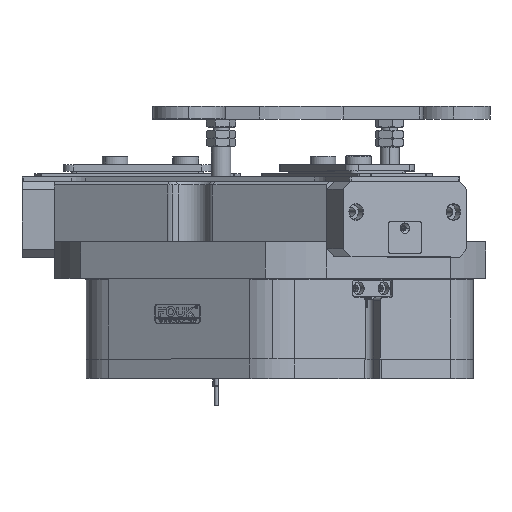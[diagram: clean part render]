
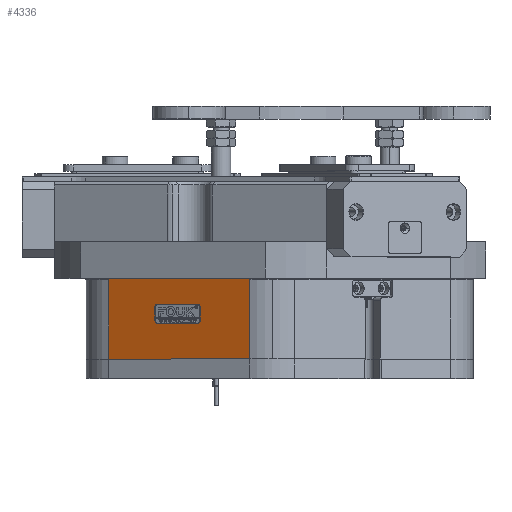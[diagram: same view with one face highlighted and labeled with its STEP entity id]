
A CAD part, top view. The second image highlights one B-rep face of the part: STEP entity #4336.
In plain terms, the highlighted planar face has unit normal (-0.5, 0, 0.866).
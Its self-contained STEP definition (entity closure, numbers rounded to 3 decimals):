
#333 = CARTESIAN_POINT ( 'NONE',  ( 122., 110.5, 211.31 ) ) ;
#361 = EDGE_CURVE ( 'NONE', #50809, #26314, #28096, .T. ) ;
#780 = VERTEX_POINT ( 'NONE', #16669 ) ;
#1339 = DIRECTION ( 'NONE',  ( 0.866, 0., 0.5 ) ) ;
#1427 = ORIENTED_EDGE ( 'NONE', *, *, #9298, .T. ) ;
#4082 = CARTESIAN_POINT ( 'NONE',  ( -48.356, 24.1, 112.955 ) ) ;
#4204 = ORIENTED_EDGE ( 'NONE', *, *, #29471, .T. ) ;
#4336 = ADVANCED_FACE ( 'NONE', ( #56583, #22246 ), #52729, .T. ) ;
#5018 = VECTOR ( 'NONE', #1339, 1000. ) ;
#5080 = EDGE_CURVE ( 'NONE', #47106, #15253, #12596, .T. ) ;
#5635 = AXIS2_PLACEMENT_3D ( 'NONE', #20155, #42535, #28587 ) ;
#6132 = LINE ( 'NONE', #17456, #7517 ) ;
#6281 = LINE ( 'NONE', #9204, #54308 ) ;
#7500 = ORIENTED_EDGE ( 'NONE', *, *, #27688, .T. ) ;
#7517 = VECTOR ( 'NONE', #8643, 1000. ) ;
#7526 = EDGE_CURVE ( 'NONE', #38760, #15253, #6132, .T. ) ;
#8342 = ORIENTED_EDGE ( 'NONE', *, *, #36541, .T. ) ;
#8643 = DIRECTION ( 'NONE',  ( -0.866, 0., -0.5 ) ) ;
#9080 = DIRECTION ( 'NONE',  ( -0.866, 0., -0.5 ) ) ;
#9204 = CARTESIAN_POINT ( 'NONE',  ( -76.242, 32.1, 96.855 ) ) ;
#9258 = CARTESIAN_POINT ( 'NONE',  ( -105.006, 49.967, 80.248 ) ) ;
#9298 = EDGE_CURVE ( 'NONE', #22875, #11118, #16271, .T. ) ;
#9814 = CARTESIAN_POINT ( 'NONE',  ( -105., 110.5, 80.252 ) ) ;
#9851 = VERTEX_POINT ( 'NONE', #4082 ) ;
#10425 = EDGE_CURVE ( 'NONE', #38760, #17248, #11509, .T. ) ;
#11118 = VERTEX_POINT ( 'NONE', #19135 ) ;
#11277 = AXIS2_PLACEMENT_3D ( 'NONE', #13264, #43527, #52552 ) ;
#11307 = CARTESIAN_POINT ( 'NONE',  ( -74.423, 22., 97.905 ) ) ;
#11509 = LINE ( 'NONE', #17292, #47124 ) ;
#12308 = CIRCLE ( 'NONE', #28112, 2.1 ) ;
#12596 = LINE ( 'NONE', #9814, #55804 ) ;
#12837 = CARTESIAN_POINT ( 'NONE',  ( -105., 49.3, 80.252 ) ) ;
#12959 = ORIENTED_EDGE ( 'NONE', *, *, #41865, .T. ) ;
#13189 = CARTESIAN_POINT ( 'NONE',  ( -105.017, 50.3, 80.242 ) ) ;
#13237 = DIRECTION ( 'NONE',  ( 0.866, 0., 0.5 ) ) ;
#13252 = EDGE_CURVE ( 'NONE', #23395, #9851, #39516, .T. ) ;
#13264 = CARTESIAN_POINT ( 'NONE',  ( -50.175, 24.1, 111.905 ) ) ;
#13625 = DIRECTION ( 'NONE',  ( -0.5, 0., 0.866 ) ) ;
#14519 = EDGE_CURVE ( 'NONE', #21977, #34062, #38640, .T. ) ;
#15253 = VERTEX_POINT ( 'NONE', #35096 ) ;
#16271 = LINE ( 'NONE', #23383, #33472 ) ;
#16669 = CARTESIAN_POINT ( 'NONE',  ( -76.242, 32.1, 96.855 ) ) ;
#17063 = DIRECTION ( 'NONE',  ( 0., -1., 0. ) ) ;
#17248 = VERTEX_POINT ( 'NONE', #53507 ) ;
#17292 = CARTESIAN_POINT ( 'NONE',  ( -17., 110.5, 131.059 ) ) ;
#17456 = CARTESIAN_POINT ( 'NONE',  ( 122., 0., 211.31 ) ) ;
#18129 = ORIENTED_EDGE ( 'NONE', *, *, #46504, .T. ) ;
#18318 = EDGE_CURVE ( 'NONE', #47191, #50809, #44564, .T. ) ;
#18626 = DIRECTION ( 'NONE',  ( 0., -1., 0. ) ) ;
#19135 = CARTESIAN_POINT ( 'NONE',  ( -50.175, 34.2, 111.905 ) ) ;
#19651 = VECTOR ( 'NONE', #17063, 1000. ) ;
#19725 = EDGE_LOOP ( 'NONE', ( #28760, #18129, #27703, #41604, #12959, #8342, #1427, #4204 ) ) ;
#20155 = CARTESIAN_POINT ( 'NONE',  ( -50.175, 32.1, 111.905 ) ) ;
#20837 = ORIENTED_EDGE ( 'NONE', *, *, #10425, .T. ) ;
#21071 = CARTESIAN_POINT ( 'NONE',  ( -50.175, 22., 111.905 ) ) ;
#21446 = CIRCLE ( 'NONE', #11277, 2.1 ) ;
#21977 = VERTEX_POINT ( 'NONE', #13189 ) ;
#22176 = CARTESIAN_POINT ( 'NONE',  ( -16.983, 50.3, 131.068 ) ) ;
#22246 = FACE_BOUND ( 'NONE', #19725, .T. ) ;
#22875 = VERTEX_POINT ( 'NONE', #47314 ) ;
#22973 = CARTESIAN_POINT ( 'NONE',  ( -16.994, 49.967, 131.062 ) ) ;
#23244 = CARTESIAN_POINT ( 'NONE',  ( -61., 50.3, 105.655 ) ) ;
#23383 = CARTESIAN_POINT ( 'NONE',  ( -50.175, 34.2, 111.905 ) ) ;
#23395 = VERTEX_POINT ( 'NONE', #27884 ) ;
#23766 = EDGE_CURVE ( 'NONE', #21977, #47106, #45250, .T. ) ;
#25891 = CARTESIAN_POINT ( 'NONE',  ( -48.356, 32.1, 112.955 ) ) ;
#26314 = VERTEX_POINT ( 'NONE', #37109 ) ;
#26504 = CARTESIAN_POINT ( 'NONE',  ( -105., 49.3, 80.252 ) ) ;
#27082 = CARTESIAN_POINT ( 'NONE',  ( -105., 49.633, 80.252 ) ) ;
#27688 = EDGE_CURVE ( 'NONE', #17248, #34062, #52966, .T. ) ;
#27703 = ORIENTED_EDGE ( 'NONE', *, *, #18318, .T. ) ;
#27884 = CARTESIAN_POINT ( 'NONE',  ( -48.356, 32.1, 112.955 ) ) ;
#27957 = DIRECTION ( 'NONE',  ( 0.866, 0., 0.5 ) ) ;
#28096 = CIRCLE ( 'NONE', #55595, 2.1 ) ;
#28112 = AXIS2_PLACEMENT_3D ( 'NONE', #42448, #46876, #42623 ) ;
#28587 = DIRECTION ( 'NONE',  ( 0.866, 0., 0.5 ) ) ;
#28760 = ORIENTED_EDGE ( 'NONE', *, *, #13252, .T. ) ;
#29471 = EDGE_CURVE ( 'NONE', #11118, #23395, #36726, .T. ) ;
#29515 = ORIENTED_EDGE ( 'NONE', *, *, #5080, .T. ) ;
#31299 = AXIS2_PLACEMENT_3D ( 'NONE', #333, #13625, #13237 ) ;
#32945 = VECTOR ( 'NONE', #47895, 1000. ) ;
#33472 = VECTOR ( 'NONE', #27957, 1000. ) ;
#34062 = VERTEX_POINT ( 'NONE', #22176 ) ;
#35096 = CARTESIAN_POINT ( 'NONE',  ( -105., 0., 80.252 ) ) ;
#35838 = DIRECTION ( 'NONE',  ( 0., 1., 0. ) ) ;
#36541 = EDGE_CURVE ( 'NONE', #780, #22875, #12308, .T. ) ;
#36726 = CIRCLE ( 'NONE', #5635, 2.1 ) ;
#37109 = CARTESIAN_POINT ( 'NONE',  ( -76.242, 24.1, 96.855 ) ) ;
#38640 = LINE ( 'NONE', #23244, #5018 ) ;
#38760 = VERTEX_POINT ( 'NONE', #52431 ) ;
#39516 = LINE ( 'NONE', #25891, #19651 ) ;
#41604 = ORIENTED_EDGE ( 'NONE', *, *, #361, .T. ) ;
#41865 = EDGE_CURVE ( 'NONE', #26314, #780, #6281, .T. ) ;
#42448 = CARTESIAN_POINT ( 'NONE',  ( -74.423, 32.1, 97.905 ) ) ;
#42535 = DIRECTION ( 'NONE',  ( 0.5, 0., -0.866 ) ) ;
#42623 = DIRECTION ( 'NONE',  ( -0.866, 0., -0.5 ) ) ;
#43527 = DIRECTION ( 'NONE',  ( 0.5, 0., -0.866 ) ) ;
#44514 = CARTESIAN_POINT ( 'NONE',  ( -74.423, 24.1, 97.905 ) ) ;
#44564 = LINE ( 'NONE', #21071, #32945 ) ;
#44795 = CARTESIAN_POINT ( 'NONE',  ( -17., 49.633, 131.059 ) ) ;
#45095 = ORIENTED_EDGE ( 'NONE', *, *, #7526, .F. ) ;
#45250 =( BOUNDED_CURVE ( )  B_SPLINE_CURVE ( 3, ( #53350, #9258, #27082, #26504 ),
 .UNSPECIFIED., .F., .T. ) 
 B_SPLINE_CURVE_WITH_KNOTS ( ( 4, 4 ),
 ( 3.107, 3.142 ),
 .UNSPECIFIED. ) 
 CURVE ( )  GEOMETRIC_REPRESENTATION_ITEM ( )  RATIONAL_B_SPLINE_CURVE ( ( 1., 1., 1., 1. ) ) 
 REPRESENTATION_ITEM ( '' )  );
#46504 = EDGE_CURVE ( 'NONE', #9851, #47191, #21446, .T. ) ;
#46876 = DIRECTION ( 'NONE',  ( 0.5, 0., -0.866 ) ) ;
#47106 = VERTEX_POINT ( 'NONE', #12837 ) ;
#47124 = VECTOR ( 'NONE', #52564, 1000. ) ;
#47191 = VERTEX_POINT ( 'NONE', #47909 ) ;
#47314 = CARTESIAN_POINT ( 'NONE',  ( -74.423, 34.2, 97.905 ) ) ;
#47895 = DIRECTION ( 'NONE',  ( -0.866, 0., -0.5 ) ) ;
#47909 = CARTESIAN_POINT ( 'NONE',  ( -50.175, 22., 111.905 ) ) ;
#48787 = DIRECTION ( 'NONE',  ( 0.5, 0., -0.866 ) ) ;
#48884 = CARTESIAN_POINT ( 'NONE',  ( -17., 49.3, 131.059 ) ) ;
#49758 = ORIENTED_EDGE ( 'NONE', *, *, #14519, .F. ) ;
#50809 = VERTEX_POINT ( 'NONE', #11307 ) ;
#51598 = EDGE_LOOP ( 'NONE', ( #49758, #55137, #29515, #45095, #20837, #7500 ) ) ;
#52431 = CARTESIAN_POINT ( 'NONE',  ( -17., 0., 131.059 ) ) ;
#52552 = DIRECTION ( 'NONE',  ( -0.866, 0., -0.5 ) ) ;
#52564 = DIRECTION ( 'NONE',  ( 0., 1., 0. ) ) ;
#52729 = PLANE ( 'NONE',  #31299 ) ;
#52966 =( BOUNDED_CURVE ( )  B_SPLINE_CURVE ( 3, ( #48884, #44795, #22973, #53642 ),
 .UNSPECIFIED., .F., .T. ) 
 B_SPLINE_CURVE_WITH_KNOTS ( ( 4, 4 ),
 ( 0., 0.034 ),
 .UNSPECIFIED. ) 
 CURVE ( )  GEOMETRIC_REPRESENTATION_ITEM ( )  RATIONAL_B_SPLINE_CURVE ( ( 1., 1., 1., 1. ) ) 
 REPRESENTATION_ITEM ( '' )  );
#53350 = CARTESIAN_POINT ( 'NONE',  ( -105.017, 50.3, 80.242 ) ) ;
#53507 = CARTESIAN_POINT ( 'NONE',  ( -17., 49.3, 131.059 ) ) ;
#53642 = CARTESIAN_POINT ( 'NONE',  ( -16.983, 50.3, 131.068 ) ) ;
#54308 = VECTOR ( 'NONE', #35838, 1000. ) ;
#55137 = ORIENTED_EDGE ( 'NONE', *, *, #23766, .T. ) ;
#55595 = AXIS2_PLACEMENT_3D ( 'NONE', #44514, #48787, #9080 ) ;
#55804 = VECTOR ( 'NONE', #18626, 1000. ) ;
#56583 = FACE_OUTER_BOUND ( 'NONE', #51598, .T. ) ;
